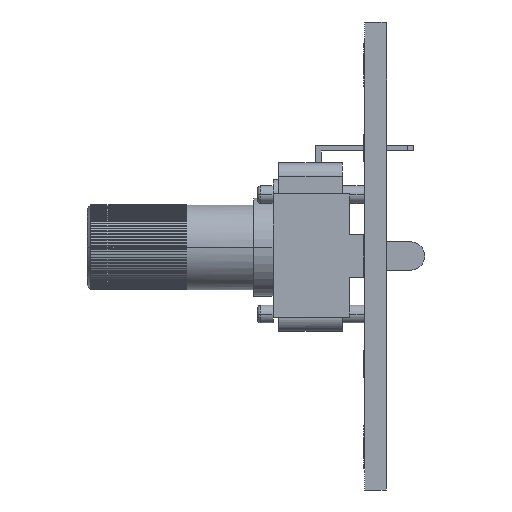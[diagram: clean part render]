
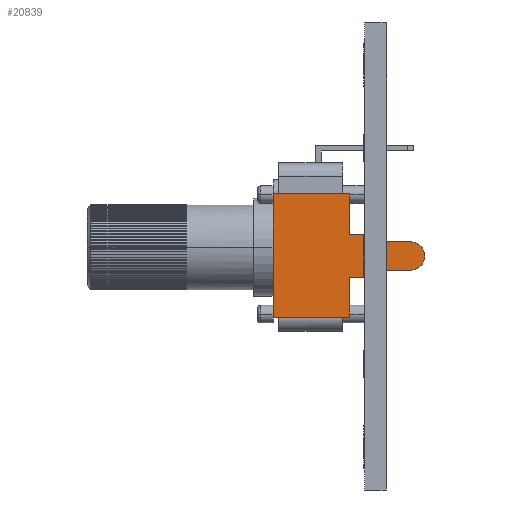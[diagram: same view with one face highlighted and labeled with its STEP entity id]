
A CAD part, left-side view. The second image highlights one B-rep face of the part: STEP entity #20839.
In plain terms, the highlighted planar face has unit normal (-1, 0, 0).
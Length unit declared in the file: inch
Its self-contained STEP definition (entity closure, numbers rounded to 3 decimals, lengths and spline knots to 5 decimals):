
#93 = DIRECTION ( 'NONE',  ( 0., -1., 0. ) ) ;
#332 = CARTESIAN_POINT ( 'NONE',  ( -0.19196, 0.19437, -0.01969 ) ) ;
#992 = CARTESIAN_POINT ( 'NONE',  ( -0.19196, 0.06398, -0.07874 ) ) ;
#1381 = DIRECTION ( 'NONE',  ( 0., 0., 1. ) ) ;
#1414 = VERTEX_POINT ( 'NONE', #10568 ) ;
#1678 = EDGE_CURVE ( 'NONE', #5009, #2090, #5424, .T. ) ;
#1687 = ORIENTED_EDGE ( 'NONE', *, *, #8668, .T. ) ;
#2075 = EDGE_LOOP ( 'NONE', ( #4010, #16388, #21386, #7692, #7845, #19755, #9030, #1687, #10793, #3902, #15874, #24754 ) ) ;
#2090 = VERTEX_POINT ( 'NONE', #23280 ) ;
#2718 = CARTESIAN_POINT ( 'NONE',  ( -0.19196, -0.01476, -0.07874 ) ) ;
#2962 = EDGE_CURVE ( 'NONE', #15128, #12926, #22918, .T. ) ;
#3902 = ORIENTED_EDGE ( 'NONE', *, *, #19450, .T. ) ;
#3935 = PLANE ( 'NONE',  #10854 ) ;
#4010 = ORIENTED_EDGE ( 'NONE', *, *, #2962, .T. ) ;
#4288 = CARTESIAN_POINT ( 'NONE',  ( -0.19196, 0.06398, -0.07874 ) ) ;
#4368 = LINE ( 'NONE', #6339, #25538 ) ;
#4608 = CARTESIAN_POINT ( 'NONE',  ( -0.19196, 0.06398, -0.18898 ) ) ;
#4634 = CARTESIAN_POINT ( 'NONE',  ( -0.19196, 0.02461, -0.18898 ) ) ;
#4749 = DIRECTION ( 'NONE',  ( 0., 0., 1. ) ) ;
#5009 = VERTEX_POINT ( 'NONE', #992 ) ;
#5424 = LINE ( 'NONE', #4608, #5811 ) ;
#5496 = VECTOR ( 'NONE', #12043, 39.37008 ) ;
#5811 = VECTOR ( 'NONE', #15805, 39.37008 ) ;
#5900 = CARTESIAN_POINT ( 'NONE',  ( -0.19196, 0.19437, 0.19291 ) ) ;
#5923 = VERTEX_POINT ( 'NONE', #9234 ) ;
#5987 = DIRECTION ( 'NONE',  ( 1., 0., 0. ) ) ;
#5996 = VERTEX_POINT ( 'NONE', #7887 ) ;
#6095 = LINE ( 'NONE', #5900, #5496 ) ;
#6339 = CARTESIAN_POINT ( 'NONE',  ( -0.19196, -0.03445, -0.01969 ) ) ;
#6527 = EDGE_CURVE ( 'NONE', #9540, #17369, #20975, .T. ) ;
#6656 = DIRECTION ( 'NONE',  ( 0., 1., 0. ) ) ;
#7621 = DIRECTION ( 'NONE',  ( 0., 0., -1. ) ) ;
#7692 = ORIENTED_EDGE ( 'NONE', *, *, #25236, .T. ) ;
#7845 = ORIENTED_EDGE ( 'NONE', *, *, #11100, .T. ) ;
#7887 = CARTESIAN_POINT ( 'NONE',  ( -0.19196, -0.14764, 0.19291 ) ) ;
#8409 = VECTOR ( 'NONE', #22804, 39.37008 ) ;
#8570 = CARTESIAN_POINT ( 'NONE',  ( -0.19196, 0.08366, -0.07874 ) ) ;
#8668 = EDGE_CURVE ( 'NONE', #17835, #5009, #14138, .T. ) ;
#8766 = LINE ( 'NONE', #22350, #19045 ) ;
#9030 = ORIENTED_EDGE ( 'NONE', *, *, #11884, .T. ) ;
#9234 = CARTESIAN_POINT ( 'NONE',  ( -0.19196, -0.14764, -0.01969 ) ) ;
#9540 = VERTEX_POINT ( 'NONE', #23778 ) ;
#10504 = VERTEX_POINT ( 'NONE', #20668 ) ;
#10568 = CARTESIAN_POINT ( 'NONE',  ( -0.19196, 0.19437, -0.01969 ) ) ;
#10664 = CARTESIAN_POINT ( 'NONE',  ( -0.19196, 0.19437, -0.07874 ) ) ;
#10781 = CARTESIAN_POINT ( 'NONE',  ( -0.19196, -0.03445, -0.07874 ) ) ;
#10793 = ORIENTED_EDGE ( 'NONE', *, *, #1678, .T. ) ;
#10854 = AXIS2_PLACEMENT_3D ( 'NONE', #16213, #5987, #20365 ) ;
#10920 = EDGE_CURVE ( 'NONE', #5923, #5996, #8766, .T. ) ;
#11100 = EDGE_CURVE ( 'NONE', #10504, #1414, #15168, .T. ) ;
#11237 = LINE ( 'NONE', #332, #26274 ) ;
#11787 = CARTESIAN_POINT ( 'NONE',  ( -0.19196, -0.03445, -0.01969 ) ) ;
#11884 = EDGE_CURVE ( 'NONE', #24239, #17835, #16719, .T. ) ;
#11975 = VECTOR ( 'NONE', #4749, 39.37008 ) ;
#12043 = DIRECTION ( 'NONE',  ( 0., 1., 0. ) ) ;
#12820 = VECTOR ( 'NONE', #93, 39.37008 ) ;
#12926 = VERTEX_POINT ( 'NONE', #11787 ) ;
#13068 = CARTESIAN_POINT ( 'NONE',  ( -0.19196, -0.01476, -0.07874 ) ) ;
#13469 = FACE_OUTER_BOUND ( 'NONE', #2075, .T. ) ;
#13618 = EDGE_CURVE ( 'NONE', #17369, #15128, #19350, .T. ) ;
#14138 = LINE ( 'NONE', #4288, #12820 ) ;
#14428 = CARTESIAN_POINT ( 'NONE',  ( -0.19196, -0.03445, -0.07874 ) ) ;
#15128 = VERTEX_POINT ( 'NONE', #10781 ) ;
#15168 = LINE ( 'NONE', #10664, #25428 ) ;
#15522 = EDGE_CURVE ( 'NONE', #1414, #24239, #11237, .T. ) ;
#15700 = CARTESIAN_POINT ( 'NONE',  ( -0.19196, 0.08366, -0.01969 ) ) ;
#15805 = DIRECTION ( 'NONE',  ( 0., 0., -1. ) ) ;
#15874 = ORIENTED_EDGE ( 'NONE', *, *, #6527, .T. ) ;
#16213 = CARTESIAN_POINT ( 'NONE',  ( -0.19196, 0.02461, -0.18898 ) ) ;
#16388 = ORIENTED_EDGE ( 'NONE', *, *, #24120, .T. ) ;
#16422 = AXIS2_PLACEMENT_3D ( 'NONE', #4634, #18995, #6656 ) ;
#16719 = LINE ( 'NONE', #15700, #21553 ) ;
#16785 = DIRECTION ( 'NONE',  ( 0., -1., 0. ) ) ;
#16836 = DIRECTION ( 'NONE',  ( 0., 0., -1. ) ) ;
#17369 = VERTEX_POINT ( 'NONE', #13068 ) ;
#17835 = VERTEX_POINT ( 'NONE', #8570 ) ;
#18684 = DIRECTION ( 'NONE',  ( 0., -1., 0. ) ) ;
#18995 = DIRECTION ( 'NONE',  ( -1., 0., 0. ) ) ;
#19045 = VECTOR ( 'NONE', #20380, 39.37008 ) ;
#19350 = LINE ( 'NONE', #20728, #8409 ) ;
#19450 = EDGE_CURVE ( 'NONE', #2090, #9540, #21009, .T. ) ;
#19755 = ORIENTED_EDGE ( 'NONE', *, *, #15522, .T. ) ;
#20365 = DIRECTION ( 'NONE',  ( 0., 1., 0. ) ) ;
#20380 = DIRECTION ( 'NONE',  ( 0., 0., 1. ) ) ;
#20668 = CARTESIAN_POINT ( 'NONE',  ( -0.19196, 0.19437, 0.19291 ) ) ;
#20728 = CARTESIAN_POINT ( 'NONE',  ( -0.19196, -0.14764, -0.07874 ) ) ;
#20839 = ADVANCED_FACE ( 'NONE', ( #13469 ), #3935, .F. ) ;
#20975 = LINE ( 'NONE', #2718, #11975 ) ;
#21009 = CIRCLE ( 'NONE', #16422, 0.03937 ) ;
#21162 = CARTESIAN_POINT ( 'NONE',  ( -0.19196, 0.08366, -0.01969 ) ) ;
#21386 = ORIENTED_EDGE ( 'NONE', *, *, #10920, .T. ) ;
#21553 = VECTOR ( 'NONE', #7621, 39.37008 ) ;
#22350 = CARTESIAN_POINT ( 'NONE',  ( -0.19196, -0.14764, 0.19291 ) ) ;
#22804 = DIRECTION ( 'NONE',  ( 0., -1., 0. ) ) ;
#22818 = VECTOR ( 'NONE', #1381, 39.37008 ) ;
#22918 = LINE ( 'NONE', #14428, #22818 ) ;
#23280 = CARTESIAN_POINT ( 'NONE',  ( -0.19196, 0.06398, -0.18898 ) ) ;
#23778 = CARTESIAN_POINT ( 'NONE',  ( -0.19196, -0.01476, -0.18898 ) ) ;
#24120 = EDGE_CURVE ( 'NONE', #12926, #5923, #4368, .T. ) ;
#24239 = VERTEX_POINT ( 'NONE', #21162 ) ;
#24754 = ORIENTED_EDGE ( 'NONE', *, *, #13618, .T. ) ;
#25236 = EDGE_CURVE ( 'NONE', #5996, #10504, #6095, .T. ) ;
#25428 = VECTOR ( 'NONE', #16836, 39.37008 ) ;
#25538 = VECTOR ( 'NONE', #18684, 39.37008 ) ;
#26274 = VECTOR ( 'NONE', #16785, 39.37008 ) ;
